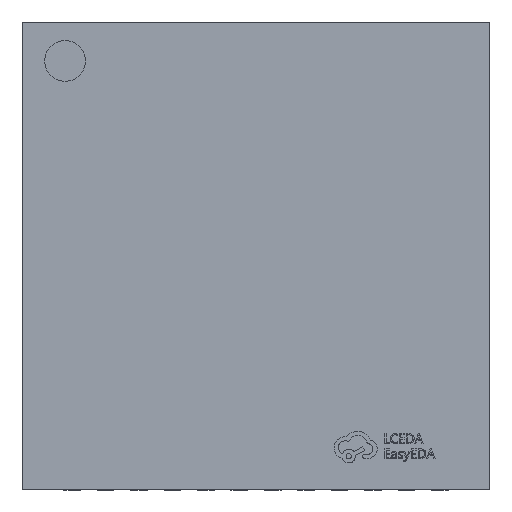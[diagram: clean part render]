
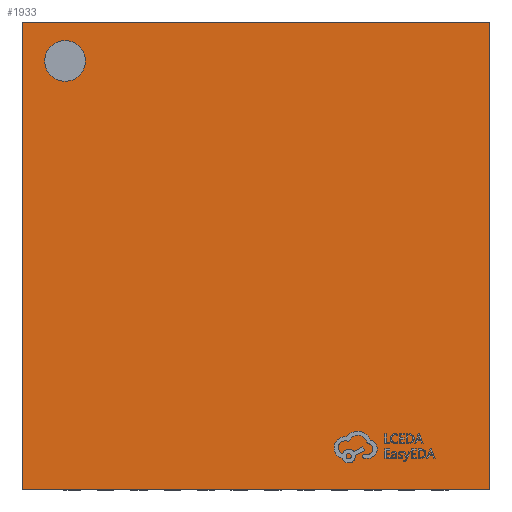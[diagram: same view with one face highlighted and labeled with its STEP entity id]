
A CAD part, top view. The second image highlights one B-rep face of the part: STEP entity #1933.
In plain terms, the highlighted planar face has unit normal (0, 0, 1).
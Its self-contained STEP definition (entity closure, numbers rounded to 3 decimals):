
#27 = EDGE_CURVE ( 'NONE', #28983, #12980, #10824, .T. ) ;
#89 = VECTOR ( 'NONE', #24133, 1000. ) ;
#585 = AXIS2_PLACEMENT_3D ( 'NONE', #25386, #26221, #22805 ) ;
#1933 = ADVANCED_FACE ( 'NONE', ( #6242, #19247 ), #28837, .F. ) ;
#2566 = CARTESIAN_POINT ( 'NONE',  ( 3.5, 3.5, 0. ) ) ;
#5026 = VERTEX_POINT ( 'NONE', #40409 ) ;
#6242 = FACE_BOUND ( 'NONE', #7064, .T. ) ;
#7064 = EDGE_LOOP ( 'NONE', ( #11314, #23090 ) ) ;
#10815 = VERTEX_POINT ( 'NONE', #26346 ) ;
#10824 = CIRCLE ( 'NONE', #585, 0.304 ) ;
#11174 = CARTESIAN_POINT ( 'NONE',  ( 3.5, -3.5, 0. ) ) ;
#11314 = ORIENTED_EDGE ( 'NONE', *, *, #27, .F. ) ;
#11782 = ORIENTED_EDGE ( 'NONE', *, *, #26783, .T. ) ;
#12980 = VERTEX_POINT ( 'NONE', #14443 ) ;
#14443 = CARTESIAN_POINT ( 'NONE',  ( -3.16, 2.917, 0. ) ) ;
#15844 = LINE ( 'NONE', #41505, #32719 ) ;
#16693 = VERTEX_POINT ( 'NONE', #31546 ) ;
#17194 = DIRECTION ( 'NONE',  ( 1., 0., 0. ) ) ;
#19247 = FACE_OUTER_BOUND ( 'NONE', #26521, .T. ) ;
#21566 = CARTESIAN_POINT ( 'NONE',  ( -3.5, -3.5, 0. ) ) ;
#22025 = DIRECTION ( 'NONE',  ( 0., 0., -1. ) ) ;
#22104 = CARTESIAN_POINT ( 'NONE',  ( -3.5, 3.5, 0. ) ) ;
#22805 = DIRECTION ( 'NONE',  ( 1., 0., 0. ) ) ;
#23090 = ORIENTED_EDGE ( 'NONE', *, *, #31256, .F. ) ;
#24133 = DIRECTION ( 'NONE',  ( 0., 1., 0. ) ) ;
#25383 = LINE ( 'NONE', #21566, #35489 ) ;
#25386 = CARTESIAN_POINT ( 'NONE',  ( -2.856, 2.917, 0. ) ) ;
#26221 = DIRECTION ( 'NONE',  ( 0., 0., 1. ) ) ;
#26268 = CARTESIAN_POINT ( 'NONE',  ( 0., 0., 0. ) ) ;
#26346 = CARTESIAN_POINT ( 'NONE',  ( -3.5, -3.5, 0. ) ) ;
#26521 = EDGE_LOOP ( 'NONE', ( #27390, #39914, #11782, #41540 ) ) ;
#26783 = EDGE_CURVE ( 'NONE', #16693, #10815, #15844, .T. ) ;
#27390 = ORIENTED_EDGE ( 'NONE', *, *, #32336, .T. ) ;
#28411 = DIRECTION ( 'NONE',  ( 0., -1., 0. ) ) ;
#28837 = PLANE ( 'NONE',  #29922 ) ;
#28983 = VERTEX_POINT ( 'NONE', #41431 ) ;
#29857 = VERTEX_POINT ( 'NONE', #2566 ) ;
#29922 = AXIS2_PLACEMENT_3D ( 'NONE', #26268, #22025, #35928 ) ;
#30189 = EDGE_CURVE ( 'NONE', #29857, #16693, #32365, .T. ) ;
#30401 = LINE ( 'NONE', #11174, #89 ) ;
#30655 = DIRECTION ( 'NONE',  ( 0., 0., 1. ) ) ;
#31256 = EDGE_CURVE ( 'NONE', #12980, #28983, #35437, .T. ) ;
#31546 = CARTESIAN_POINT ( 'NONE',  ( -3.5, 3.5, 0. ) ) ;
#31602 = DIRECTION ( 'NONE',  ( 1., 0., 0. ) ) ;
#32336 = EDGE_CURVE ( 'NONE', #5026, #29857, #30401, .T. ) ;
#32365 = LINE ( 'NONE', #22104, #41513 ) ;
#32719 = VECTOR ( 'NONE', #28411, 1000. ) ;
#35363 = DIRECTION ( 'NONE',  ( -1., 0., 0. ) ) ;
#35437 = CIRCLE ( 'NONE', #42257, 0.304 ) ;
#35489 = VECTOR ( 'NONE', #31602, 1000. ) ;
#35724 = EDGE_CURVE ( 'NONE', #10815, #5026, #25383, .T. ) ;
#35928 = DIRECTION ( 'NONE',  ( -1., 0., 0. ) ) ;
#39914 = ORIENTED_EDGE ( 'NONE', *, *, #30189, .T. ) ;
#40102 = CARTESIAN_POINT ( 'NONE',  ( -2.856, 2.917, 0. ) ) ;
#40409 = CARTESIAN_POINT ( 'NONE',  ( 3.5, -3.5, 0. ) ) ;
#41431 = CARTESIAN_POINT ( 'NONE',  ( -2.552, 2.917, 0. ) ) ;
#41505 = CARTESIAN_POINT ( 'NONE',  ( -3.5, -3.5, 0. ) ) ;
#41513 = VECTOR ( 'NONE', #35363, 1000. ) ;
#41540 = ORIENTED_EDGE ( 'NONE', *, *, #35724, .T. ) ;
#42257 = AXIS2_PLACEMENT_3D ( 'NONE', #40102, #30655, #17194 ) ;
